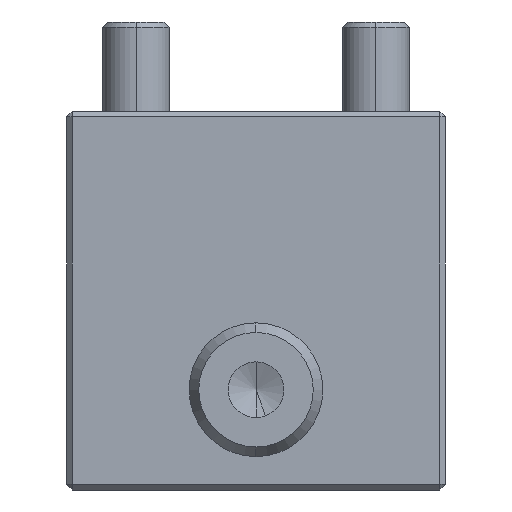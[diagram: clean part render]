
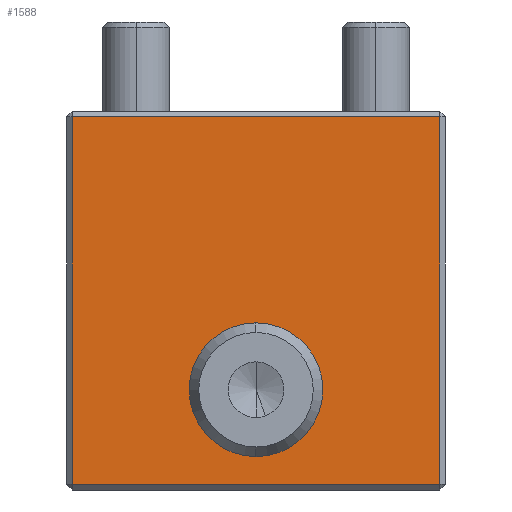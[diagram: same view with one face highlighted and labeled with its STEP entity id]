
A CAD part, left-side view. The second image highlights one B-rep face of the part: STEP entity #1588.
In plain terms, the highlighted planar face has unit normal (-1, 0, 0).
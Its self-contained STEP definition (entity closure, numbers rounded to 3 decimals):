
#666=EDGE_CURVE('NONE',#1484,#1182,#1876,.T.);
#758=VERTEX_POINT('NONE',#1984);
#874=EDGE_CURVE('NONE',#1182,#1240,#2119,.T.);
#912=EDGE_CURVE('NONE',#758,#1484,#2166,.T.);
#1182=VERTEX_POINT('NONE',#2466);
#1240=VERTEX_POINT('NONE',#2535);
#1342=EDGE_CURVE('NONE',#1462,#1472,#2647,.T.);
#1462=VERTEX_POINT('NONE',#2778);
#1472=VERTEX_POINT('NONE',#2789);
#1476=EDGE_CURVE('NONE',#1240,#758,#2793,.T.);
#1484=VERTEX_POINT('NONE',#2802);
#1588=ADVANCED_FACE('NONE',(#2919,#2920),#2921,.F.);
#1814=EDGE_CURVE('NONE',#1472,#1462,#3171,.T.);
#1876=LINE('',#3242,#3243);
#1984=CARTESIAN_POINT('',(34.5,33.0,1.));
#2119=LINE('',#3590,#3591);
#2166=LINE('',#3647,#3648);
#2466=CARTESIAN_POINT('',(34.5,-33.0,67.0));
#2535=CARTESIAN_POINT('',(34.5,33.0,67.0));
#2647=CIRCLE('',#4328,10.1);
#2778=CARTESIAN_POINT('',(34.5,0.0,28.1));
#2789=CARTESIAN_POINT('',(34.5,0.,7.9));
#2793=LINE('',#4520,#4521);
#2802=CARTESIAN_POINT('',(34.5,-33.0,1.));
#2919=FACE_OUTER_BOUND('',#4711,.T.);
#2920=FACE_BOUND('',#4712,.T.);
#2921=PLANE('',#4713);
#3171=CIRCLE('',#5076,10.1);
#3242=CARTESIAN_POINT('',(34.5,-33.0,68.0));
#3243=VECTOR('',#5124,1000.0);
#3590=CARTESIAN_POINT('',(34.5,34.0,67.0));
#3591=VECTOR('',#5453,1000.0);
#3647=CARTESIAN_POINT('',(34.5,34.0,1.));
#3648=VECTOR('',#5530,1000.0);
#4328=AXIS2_PLACEMENT_3D('',#6109,#6110,#6111);
#4520=CARTESIAN_POINT('',(34.5,33.0,68.0));
#4521=VECTOR('',#6259,1000.0);
#4711=EDGE_LOOP('',(#6399,#6400,#6401,#6402));
#4712=EDGE_LOOP('',(#6403,#6404));
#4713=AXIS2_PLACEMENT_3D('',#6405,#6406,#6407);
#5076=AXIS2_PLACEMENT_3D('',#6693,#6694,#6695);
#5124=DIRECTION('',(0.0,0.0,1.0));
#5453=DIRECTION('',(0.0,1.0,0.0));
#5530=DIRECTION('',(0.0,-1.0,0.0));
#6109=CARTESIAN_POINT('',(34.5,0.0,18.0));
#6110=DIRECTION('',(-1.0,0.0,0.0));
#6111=DIRECTION('',(0.0,0.0,1.0));
#6259=DIRECTION('',(0.0,0.0,-1.0));
#6399=ORIENTED_EDGE('',*,*,#912,.T.);
#6400=ORIENTED_EDGE('',*,*,#666,.T.);
#6401=ORIENTED_EDGE('',*,*,#874,.T.);
#6402=ORIENTED_EDGE('',*,*,#1476,.T.);
#6403=ORIENTED_EDGE('',*,*,#1342,.F.);
#6404=ORIENTED_EDGE('',*,*,#1814,.F.);
#6405=CARTESIAN_POINT('',(34.5,34.0,68.0));
#6406=DIRECTION('',(1.0,-0.0,0.0));
#6407=DIRECTION('',(0.0,1.0,-0.0));
#6693=CARTESIAN_POINT('',(34.5,0.0,18.0));
#6694=DIRECTION('',(-1.0,0.0,0.0));
#6695=DIRECTION('',(0.0,0.0,1.0));
